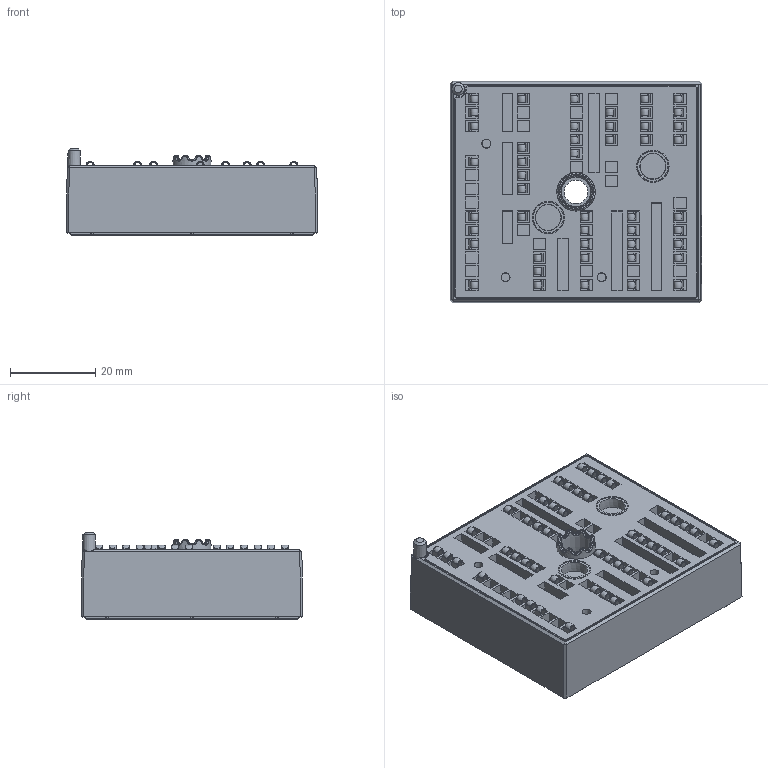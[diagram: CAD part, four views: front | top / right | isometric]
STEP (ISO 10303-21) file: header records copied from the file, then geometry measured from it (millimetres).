
FILE_DESCRIPTION(/* description */ ('Unknown'),/* implementation_level */ '2;1');
FILE_NAME(/* name */ 'MiniSkiiP2-K750(470)-01-OL',/* time_stamp */ '2018-09-07T14:24:03+02:00',/* author */ ('Unknown'),/* organization */ ('Unknown'),/* preprocessor_version */ 'ST-DEVELOPER v16.7',/* originating_system */ 'DEX',/* authorisation */ $);
FILE_SCHEMA (('AUTOMOTIVE_DESIGN {1 0 10303 214 3 1 1}'));
Products named in the file (1): MiniSkiiP2-K750-01-OL
Bounding box: 58.99 x 51.99 x 20.29 mm (x, y, z)
Volume: 46683.1 mm3; surface area: 14424.3 mm2
Topology: 1 solids, 4 shells, 1890 faces, 5136 edges, 3027 vertices
Faces by surface type: plane 1151, bspline 540, cylinder 121, torus 69, cone 9
Full cylindrical faces by diameter (mm): 3 x2, 5 x1, 5.5 x1, 6.2 x1, 7.5 x1, 8 x1
Entity records: 64495 total; most frequent: CARTESIAN_POINT 23499, ORIENTED_EDGE 9452, DIRECTION 6587, EDGE_CURVE 4726, LINE 3047, VECTOR 3047, VERTEX_POINT 3013, EDGE_LOOP 2061
